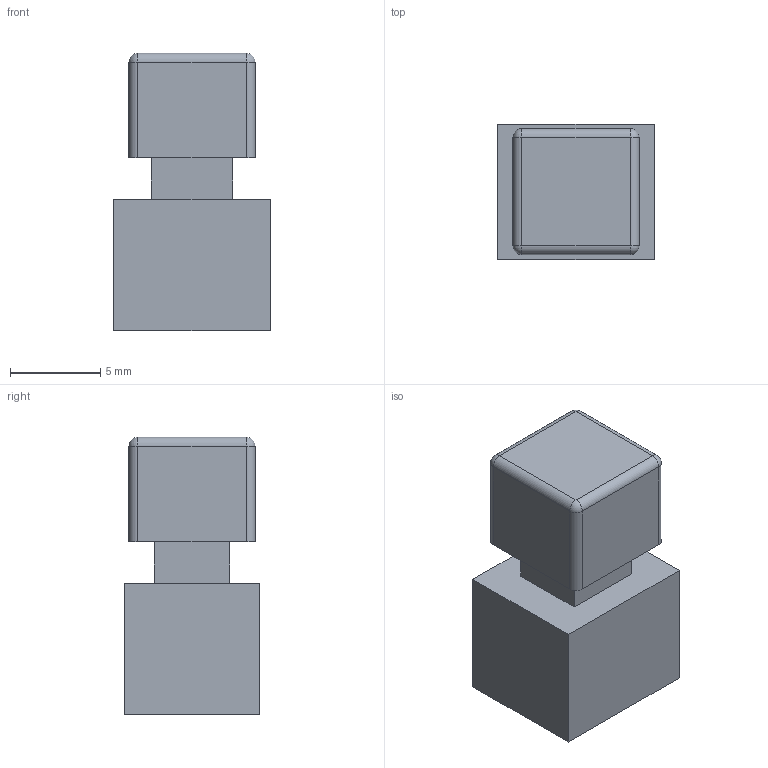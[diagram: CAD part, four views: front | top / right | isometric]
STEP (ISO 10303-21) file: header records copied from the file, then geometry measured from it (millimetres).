
FILE_DESCRIPTION(('FreeCAD Model'),'2;1');
FILE_NAME('Compound.step', '2017-03-28T10:10:57',('Author'),(''), 'Open CASCADE STEP processor 6.8','FreeCAD','Unknown');
FILE_SCHEMA(('AUTOMOTIVE_DESIGN_CC2 { 1 2 10303 214 -1 1 5 4 }'));
Length unit declared in the file: millimetre
Products named in the file (2): ASSEMBLY; Compound
Assembly tree (1 placements, depth 2):
  ASSEMBLY
    Compound
Bounding box: 8.7 x 7.5 x 15.4 mm (x, y, z)
Volume: 801.3 mm3; surface area: 693.9 mm2
Topology: 3 solids, 3 shells, 30 faces, 64 edges, 36 vertices
Faces by surface type: plane 18, cylinder 8, sphere 4
Entity records: 2749 total; most frequent: CARTESIAN_POINT 1304, DIRECTION 216, ORIENTED_EDGE 120, PCURVE 120, DEFINITIONAL_REPRESENTATION 120, LINE 116, VECTOR 116, EDGE_CURVE 60
